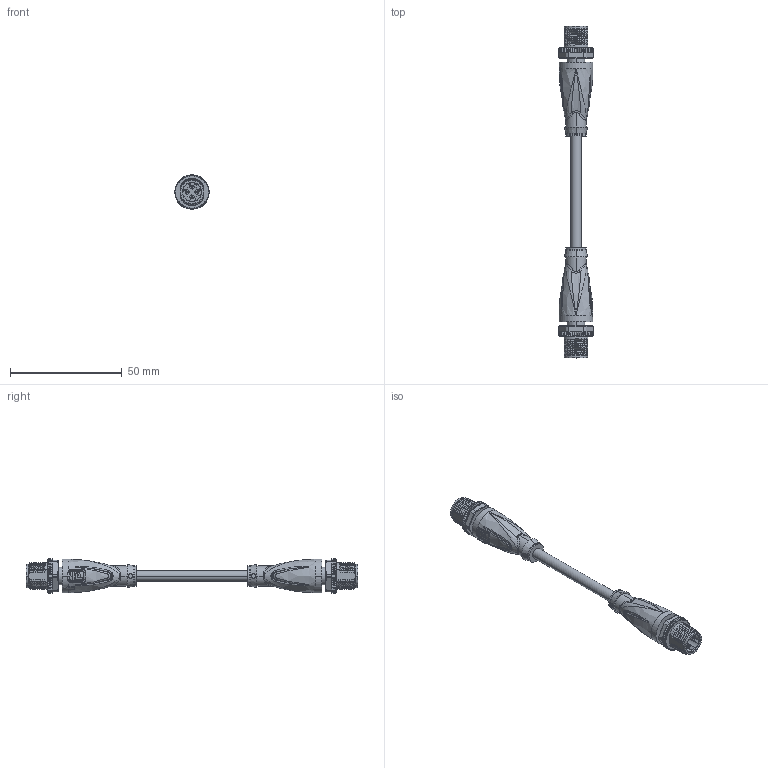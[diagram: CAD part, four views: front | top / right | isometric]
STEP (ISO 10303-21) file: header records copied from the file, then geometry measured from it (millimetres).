
FILE_DESCRIPTION(('STEP AP214'),'1');
FILE_NAME('cctmp_C57A3203-8655-4FA8-B038-FA39CF3EFF6C_2022_04_27_10_50_41_0576..stp','2022-04-27T08:50:51',('KiM GmbH'),('CADClick - www.CADClick.com'),'Spatial InterOp 3D postprocessed',' ','unknown authorization');
FILE_SCHEMA(('AUTOMOTIVE_DESIGN'));
Length unit declared in the file: millimetre
Products named in the file (9): Connection2; Connection2_2; Connection2_1; T192172_1; Cable; Connection1; Connection1_2; Connection1_1; T192172
Assembly tree (8 placements, depth 4):
  T192172
    T192172_1
      Connection2
        Connection2_2
        Connection2_1
      Cable
      Connection1
        Connection1_2
        Connection1_1
Bounding box: 15.4 x 148.2 x 15.37 mm (x, y, z)
Volume: 11812.1 mm3; surface area: 9266.8 mm2
Topology: 7 solids, 7 shells, 2112 faces, 5565 edges, 3508 vertices
Faces by surface type: plane 984, cylinder 440, torus 302, bspline 286, cone 84, sphere 16
Entity records: 105615 total; most frequent: CARTESIAN_POINT 41492, ORIENTED_EDGE 11052, DIRECTION 9578, EDGE_CURVE 5526, STYLED_ITEM 4041, PRESENTATION_STYLE_ASSIGNMENT 4041, VERTEX_POINT 3508, AXIS2_PLACEMENT_3D 3364
